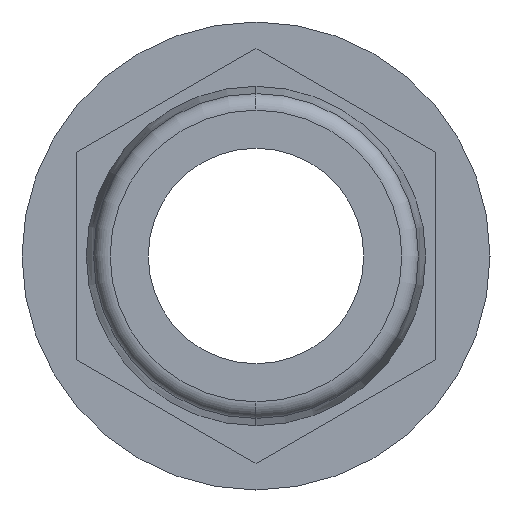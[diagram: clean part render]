
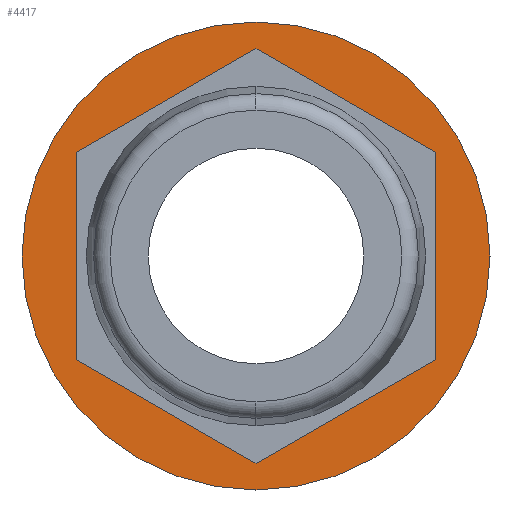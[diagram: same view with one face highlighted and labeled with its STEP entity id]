
A CAD part, left-side view. The second image highlights one B-rep face of the part: STEP entity #4417.
In plain terms, the highlighted planar face has unit normal (-1, 0, 0).
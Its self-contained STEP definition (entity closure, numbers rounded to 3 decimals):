
#520 = CARTESIAN_POINT ( 'NONE',  ( -18., 14., 0. ) ) ;
#529 = FACE_OUTER_BOUND ( 'NONE', #4015, .T. ) ;
#532 = FACE_BOUND ( 'NONE', #4012, .T. ) ;
#533 = PLANE ( 'NONE',  #5258 ) ;
#535 = DIRECTION ( 'NONE',  ( 1., 0., 0. ) ) ;
#536 = DIRECTION ( 'NONE',  ( 0., 0., -1. ) ) ;
#2413 = VERTEX_POINT ( 'NONE', #4265 ) ;
#2414 = VERTEX_POINT ( 'NONE', #4266 ) ;
#2420 = VERTEX_POINT ( 'NONE', #4272 ) ;
#2430 = VERTEX_POINT ( 'NONE', #4282 ) ;
#2431 = VERTEX_POINT ( 'NONE', #4283 ) ;
#2451 = VERTEX_POINT ( 'NONE', #4303 ) ;
#2456 = VERTEX_POINT ( 'NONE', #4308 ) ;
#2493 = VERTEX_POINT ( 'NONE', #4345 ) ;
#2594 = ORIENTED_EDGE ( 'NONE', *, *, #5118, .F. ) ;
#2595 = ORIENTED_EDGE ( 'NONE', *, *, #5119, .F. ) ;
#2596 = ORIENTED_EDGE ( 'NONE', *, *, #5120, .F. ) ;
#2597 = ORIENTED_EDGE ( 'NONE', *, *, #5121, .F. ) ;
#2598 = ORIENTED_EDGE ( 'NONE', *, *, #5122, .F. ) ;
#2599 = ORIENTED_EDGE ( 'NONE', *, *, #5123, .F. ) ;
#2600 = ORIENTED_EDGE ( 'NONE', *, *, #5025, .T. ) ;
#2601 = ORIENTED_EDGE ( 'NONE', *, *, #5117, .T. ) ;
#3598 = LINE ( 'NONE', #3599, #5430 ) ;
#3599 = CARTESIAN_POINT ( 'NONE',  ( -18., 0., -12.413 ) ) ;
#3603 = CARTESIAN_POINT ( 'NONE',  ( -18., 0., 0. ) ) ;
#3604 = DIRECTION ( 'NONE',  ( -1., 0., 0. ) ) ;
#3605 = DIRECTION ( 'NONE',  ( 0., 0., 1. ) ) ;
#3606 = DIRECTION ( 'NONE',  ( 0., -0.866, 0.5 ) ) ;
#3607 = LINE ( 'NONE', #3608, #5432 ) ;
#3608 = CARTESIAN_POINT ( 'NONE',  ( -18., 10.75, -6.207 ) ) ;
#3609 = DIRECTION ( 'NONE',  ( 0., -0.866, -0.5 ) ) ;
#3610 = LINE ( 'NONE', #3611, #5433 ) ;
#3611 = CARTESIAN_POINT ( 'NONE',  ( -18., 10.75, 6.207 ) ) ;
#3612 = DIRECTION ( 'NONE',  ( 0., 0., -1. ) ) ;
#3613 = LINE ( 'NONE', #3614, #5434 ) ;
#3614 = CARTESIAN_POINT ( 'NONE',  ( -18., 0., 12.413 ) ) ;
#3615 = DIRECTION ( 'NONE',  ( 0., 0.866, -0.5 ) ) ;
#3616 = LINE ( 'NONE', #3617, #5435 ) ;
#3617 = CARTESIAN_POINT ( 'NONE',  ( -18., -10.75, 6.207 ) ) ;
#3618 = DIRECTION ( 'NONE',  ( 0., 0.866, 0.5 ) ) ;
#3619 = LINE ( 'NONE', #3620, #5436 ) ;
#3620 = CARTESIAN_POINT ( 'NONE',  ( -18., -10.75, -6.207 ) ) ;
#3621 = DIRECTION ( 'NONE',  ( 0., 0., 1. ) ) ;
#4012 = EDGE_LOOP ( 'NONE', ( #2594, #2595, #2596, #2597, #2598, #2599 ) ) ;
#4015 = EDGE_LOOP ( 'NONE', ( #2600, #2601 ) ) ;
#4265 = CARTESIAN_POINT ( 'NONE',  ( -18., 10.75, 6.207 ) ) ;
#4266 = CARTESIAN_POINT ( 'NONE',  ( -18., 0., -12.413 ) ) ;
#4272 = CARTESIAN_POINT ( 'NONE',  ( -18., 0., 12.413 ) ) ;
#4282 = CARTESIAN_POINT ( 'NONE',  ( -18., -10.75, -6.207 ) ) ;
#4283 = CARTESIAN_POINT ( 'NONE',  ( -18., 10.75, -6.207 ) ) ;
#4303 = CARTESIAN_POINT ( 'NONE',  ( -18., -10.75, 6.207 ) ) ;
#4308 = CARTESIAN_POINT ( 'NONE',  ( -18., 0., 14. ) ) ;
#4345 = CARTESIAN_POINT ( 'NONE',  ( -18., 0., -14. ) ) ;
#4417 = ADVANCED_FACE ( 'NONE', ( #532, #529 ), #533, .F. ) ;
#4523 = CARTESIAN_POINT ( 'NONE',  ( -18., 0., 0. ) ) ;
#4524 = DIRECTION ( 'NONE',  ( -1., 0., 0. ) ) ;
#4525 = DIRECTION ( 'NONE',  ( 0., 0., 1. ) ) ;
#5025 = EDGE_CURVE ( 'NONE', #2456, #2493, #5359, .T. ) ;
#5117 = EDGE_CURVE ( 'NONE', #2493, #2456, #5428, .T. ) ;
#5118 = EDGE_CURVE ( 'NONE', #2414, #2430, #3598, .T. ) ;
#5119 = EDGE_CURVE ( 'NONE', #2431, #2414, #3607, .T. ) ;
#5120 = EDGE_CURVE ( 'NONE', #2413, #2431, #3610, .T. ) ;
#5121 = EDGE_CURVE ( 'NONE', #2420, #2413, #3613, .T. ) ;
#5122 = EDGE_CURVE ( 'NONE', #2451, #2420, #3616, .T. ) ;
#5123 = EDGE_CURVE ( 'NONE', #2430, #2451, #3619, .T. ) ;
#5258 = AXIS2_PLACEMENT_3D ( 'NONE', #520, #535, #536 ) ;
#5359 = CIRCLE ( 'NONE', #5361, 14. ) ;
#5361 = AXIS2_PLACEMENT_3D ( 'NONE', #4523, #4524, #4525 ) ;
#5428 = CIRCLE ( 'NONE', #5431, 14. ) ;
#5430 = VECTOR ( 'NONE', #3606, 1000. ) ;
#5431 = AXIS2_PLACEMENT_3D ( 'NONE', #3603, #3604, #3605 ) ;
#5432 = VECTOR ( 'NONE', #3609, 1000. ) ;
#5433 = VECTOR ( 'NONE', #3612, 1000. ) ;
#5434 = VECTOR ( 'NONE', #3615, 1000. ) ;
#5435 = VECTOR ( 'NONE', #3618, 1000. ) ;
#5436 = VECTOR ( 'NONE', #3621, 1000. ) ;
